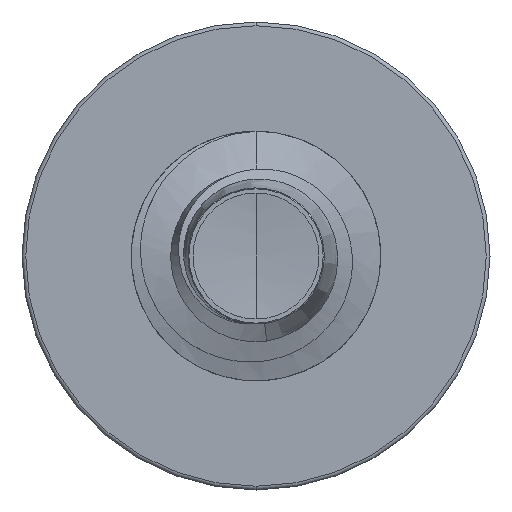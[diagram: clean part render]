
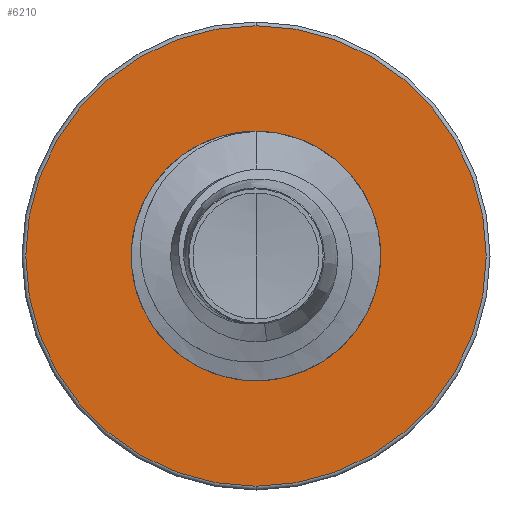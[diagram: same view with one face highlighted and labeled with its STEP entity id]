
A CAD part, front view. The second image highlights one B-rep face of the part: STEP entity #6210.
In plain terms, the highlighted planar face has unit normal (0, -1, 0).
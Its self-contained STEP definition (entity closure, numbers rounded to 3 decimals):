
#191 = CIRCLE ( 'NONE', #6995, 1.989 ) ;
#285 = EDGE_CURVE ( 'NONE', #3825, #10214, #10805, .T. ) ;
#693 = CARTESIAN_POINT ( 'NONE',  ( 0., 7.5, 3.69 ) ) ;
#1098 = EDGE_CURVE ( 'NONE', #10214, #3825, #1736, .T. ) ;
#1116 = DIRECTION ( 'NONE',  ( 0., 1., 0. ) ) ;
#1164 = CIRCLE ( 'NONE', #6841, 1.989 ) ;
#1702 = DIRECTION ( 'NONE',  ( 0., 0., 1. ) ) ;
#1704 = EDGE_CURVE ( 'NONE', #8360, #10935, #1164, .T. ) ;
#1736 = CIRCLE ( 'NONE', #3892, 3.69 ) ;
#2719 = ORIENTED_EDGE ( 'NONE', *, *, #285, .F. ) ;
#2961 = PLANE ( 'NONE',  #4572 ) ;
#3197 = CARTESIAN_POINT ( 'NONE',  ( 0., 7.5, 0. ) ) ;
#3406 = CARTESIAN_POINT ( 'NONE',  ( 0., 7.5, 0. ) ) ;
#3657 = ORIENTED_EDGE ( 'NONE', *, *, #4009, .T. ) ;
#3825 = VERTEX_POINT ( 'NONE', #4915 ) ;
#3870 = DIRECTION ( 'NONE',  ( 0., 0., 1. ) ) ;
#3892 = AXIS2_PLACEMENT_3D ( 'NONE', #9815, #4481, #10720 ) ;
#4009 = EDGE_CURVE ( 'NONE', #10935, #8360, #191, .T. ) ;
#4105 = DIRECTION ( 'NONE',  ( 0., 0., 1. ) ) ;
#4447 = EDGE_LOOP ( 'NONE', ( #3657, #9391 ) ) ;
#4481 = DIRECTION ( 'NONE',  ( 0., 1., 0. ) ) ;
#4572 = AXIS2_PLACEMENT_3D ( 'NONE', #5571, #9195, #3870 ) ;
#4915 = CARTESIAN_POINT ( 'NONE',  ( 0., 7.5, -3.69 ) ) ;
#5571 = CARTESIAN_POINT ( 'NONE',  ( 0., 7.5, -1.989 ) ) ;
#6200 = DIRECTION ( 'NONE',  ( 0., 1., 0. ) ) ;
#6210 = ADVANCED_FACE ( 'NONE', ( #8748, #6378 ), #2961, .F. ) ;
#6246 = CARTESIAN_POINT ( 'NONE',  ( 0., 7.5, -1.989 ) ) ;
#6378 = FACE_BOUND ( 'NONE', #4447, .T. ) ;
#6428 = CARTESIAN_POINT ( 'NONE',  ( 0., 7.5, 0. ) ) ;
#6841 = AXIS2_PLACEMENT_3D ( 'NONE', #6428, #1116, #7305 ) ;
#6995 = AXIS2_PLACEMENT_3D ( 'NONE', #3197, #9432, #4105 ) ;
#7069 = AXIS2_PLACEMENT_3D ( 'NONE', #3406, #6200, #1702 ) ;
#7305 = DIRECTION ( 'NONE',  ( 0., 0., 1. ) ) ;
#8360 = VERTEX_POINT ( 'NONE', #6246 ) ;
#8748 = FACE_OUTER_BOUND ( 'NONE', #10178, .T. ) ;
#9195 = DIRECTION ( 'NONE',  ( 0., 1., 0. ) ) ;
#9391 = ORIENTED_EDGE ( 'NONE', *, *, #1704, .T. ) ;
#9432 = DIRECTION ( 'NONE',  ( 0., 1., 0. ) ) ;
#9815 = CARTESIAN_POINT ( 'NONE',  ( 0., 7.5, 0. ) ) ;
#10178 = EDGE_LOOP ( 'NONE', ( #10282, #2719 ) ) ;
#10214 = VERTEX_POINT ( 'NONE', #693 ) ;
#10282 = ORIENTED_EDGE ( 'NONE', *, *, #1098, .F. ) ;
#10720 = DIRECTION ( 'NONE',  ( 0., 0., 1. ) ) ;
#10805 = CIRCLE ( 'NONE', #7069, 3.69 ) ;
#10935 = VERTEX_POINT ( 'NONE', #11159 ) ;
#11159 = CARTESIAN_POINT ( 'NONE',  ( 0., 7.5, 1.989 ) ) ;
